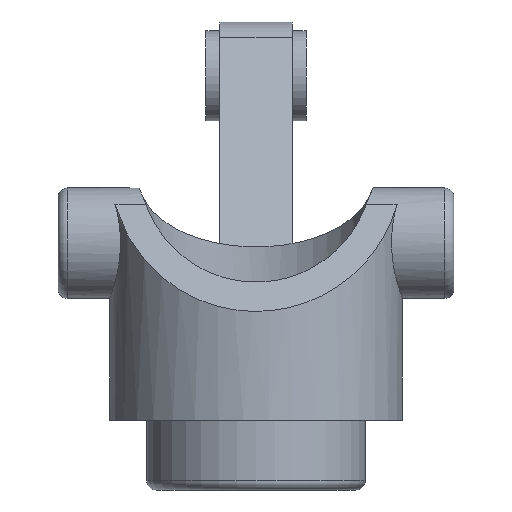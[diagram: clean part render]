
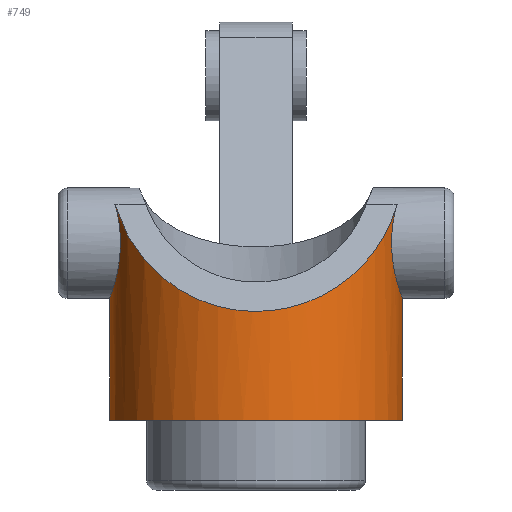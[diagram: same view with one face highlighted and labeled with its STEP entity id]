
A CAD part, front view. The second image highlights one B-rep face of the part: STEP entity #749.
In plain terms, the highlighted cylindrical face has radius 7.875 mm (diameter 15.75 mm), a partial arc.
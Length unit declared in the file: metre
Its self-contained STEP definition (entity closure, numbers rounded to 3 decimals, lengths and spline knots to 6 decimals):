
#37=ELLIPSE('',#813,0.009093,0.007875);
#38=ELLIPSE('',#814,0.011137,0.007875);
#39=ELLIPSE('',#815,0.009093,0.007875);
#42=B_SPLINE_CURVE_WITH_KNOTS('',3,(#1155,#1156,#1157,#1158),
 .UNSPECIFIED.,.F.,.F.,(4,4),(0.,0.001652),
 .UNSPECIFIED.);
#43=B_SPLINE_CURVE_WITH_KNOTS('',3,(#1162,#1163,#1164,#1165,#1166,#1167,
#1168,#1169,#1170,#1171,#1172),.UNSPECIFIED.,.F.,.F.,(4,1,1,1,1,1,1,1,4),
(0.001558,0.003417,0.005276,0.007135,
0.008994,0.010852,0.012711,0.01457,
0.016429),.UNSPECIFIED.);
#44=B_SPLINE_CURVE_WITH_KNOTS('',3,(#1176,#1177,#1178,#1179,#1180,#1181,
#1182,#1183,#1184,#1185,#1186),.UNSPECIFIED.,.F.,.F.,(4,1,1,1,1,1,1,1,4),
(0.001558,0.003417,0.005276,0.007135,
0.008994,0.010852,0.012711,0.01457,
0.016429),.UNSPECIFIED.);
#45=B_SPLINE_CURVE_WITH_KNOTS('',3,(#1190,#1191,#1192,#1193),
 .UNSPECIFIED.,.F.,.F.,(4,4),(0.,0.001652),
 .UNSPECIFIED.);
#52=LINE('',#1153,#96);
#53=LINE('',#1195,#97);
#96=VECTOR('',#914,1.);
#97=VECTOR('',#921,1.);
#140=ORIENTED_EDGE('',*,*,#344,.T.);
#141=ORIENTED_EDGE('',*,*,#345,.T.);
#142=ORIENTED_EDGE('',*,*,#346,.T.);
#143=ORIENTED_EDGE('',*,*,#347,.T.);
#144=ORIENTED_EDGE('',*,*,#348,.T.);
#145=ORIENTED_EDGE('',*,*,#349,.T.);
#146=ORIENTED_EDGE('',*,*,#350,.F.);
#147=ORIENTED_EDGE('',*,*,#351,.F.);
#148=ORIENTED_EDGE('',*,*,#352,.F.);
#149=ORIENTED_EDGE('',*,*,#353,.F.);
#344=EDGE_CURVE('',#446,#447,#522,.T.);
#345=EDGE_CURVE('',#447,#448,#52,.T.);
#346=EDGE_CURVE('',#448,#449,#42,.T.);
#347=EDGE_CURVE('',#449,#450,#37,.F.);
#348=EDGE_CURVE('',#450,#451,#43,.T.);
#349=EDGE_CURVE('',#451,#452,#38,.F.);
#350=EDGE_CURVE('',#453,#452,#44,.T.);
#351=EDGE_CURVE('',#454,#453,#39,.F.);
#352=EDGE_CURVE('',#455,#454,#45,.T.);
#353=EDGE_CURVE('',#446,#455,#53,.T.);
#446=VERTEX_POINT('',#1151);
#447=VERTEX_POINT('',#1152);
#448=VERTEX_POINT('',#1154);
#449=VERTEX_POINT('',#1159);
#450=VERTEX_POINT('',#1161);
#451=VERTEX_POINT('',#1173);
#452=VERTEX_POINT('',#1175);
#453=VERTEX_POINT('',#1187);
#454=VERTEX_POINT('',#1189);
#455=VERTEX_POINT('',#1194);
#522=CIRCLE('',#812,0.007875);
#565=EDGE_LOOP('',(#140,#141,#142,#143,#144,#145,#146,#147,#148,#149));
#645=FACE_BOUND('',#565,.T.);
#725=CYLINDRICAL_SURFACE('',#811,0.007875);
#749=ADVANCED_FACE('',(#645),#725,.T.);
#811=AXIS2_PLACEMENT_3D('',#1149,#910,#911);
#812=AXIS2_PLACEMENT_3D('',#1150,#912,#913);
#813=AXIS2_PLACEMENT_3D('',#1160,#915,#916);
#814=AXIS2_PLACEMENT_3D('',#1174,#917,#918);
#815=AXIS2_PLACEMENT_3D('',#1188,#919,#920);
#910=DIRECTION('',(0.,0.,1.));
#911=DIRECTION('',(1.,0.,0.));
#912=DIRECTION('',(0.,0.,1.));
#913=DIRECTION('',(1.,0.,0.));
#914=DIRECTION('',(0.,0.,1.));
#915=DIRECTION('',(0.,0.5,0.866));
#916=DIRECTION('',(0.,-0.866,0.5));
#917=DIRECTION('',(0.,-0.707,0.707));
#918=DIRECTION('',(0.,0.707,0.707));
#919=DIRECTION('',(0.,-0.5,-0.866));
#920=DIRECTION('',(0.,-0.866,0.5));
#921=DIRECTION('',(0.,0.,1.));
#1149=CARTESIAN_POINT('',(0.,0.,0.004375));
#1150=CARTESIAN_POINT('',(0.,0.,0.));
#1151=CARTESIAN_POINT('',(-0.002304,0.007531,0.));
#1152=CARTESIAN_POINT('',(0.002304,0.007531,0.));
#1153=CARTESIAN_POINT('',(0.002304,0.007531,0.004375));
#1154=CARTESIAN_POINT('',(0.002304,0.007531,0.008796));
#1155=CARTESIAN_POINT('',(0.002304,0.007531,0.008796));
#1156=CARTESIAN_POINT('',(0.002836,0.007368,0.008803));
#1157=CARTESIAN_POINT('',(0.003343,0.007151,0.008832));
#1158=CARTESIAN_POINT('',(0.003815,0.006889,0.008983));
#1159=CARTESIAN_POINT('',(0.003815,0.006889,0.008983));
#1160=CARTESIAN_POINT('',(0.,0.,0.01296));
#1161=CARTESIAN_POINT('',(0.007733,0.001488,0.012101));
#1162=CARTESIAN_POINT('',(0.007733,0.001488,0.012101));
#1163=CARTESIAN_POINT('',(0.007631,0.002018,0.011795));
#1164=CARTESIAN_POINT('',(0.007342,0.002882,0.010854));
#1165=CARTESIAN_POINT('',(0.007232,0.003114,0.0089));
#1166=CARTESIAN_POINT('',(0.007616,0.002171,0.007216));
#1167=CARTESIAN_POINT('',(0.007944,0.000427,0.006377));
#1168=CARTESIAN_POINT('',(0.007796,-0.001507,0.006734));
#1169=CARTESIAN_POINT('',(0.007361,-0.002837,0.008107));
#1170=CARTESIAN_POINT('',(0.007223,-0.003134,0.010048));
#1171=CARTESIAN_POINT('',(0.007469,-0.002536,0.011196));
#1172=CARTESIAN_POINT('',(0.007589,-0.002104,0.011629));
#1173=CARTESIAN_POINT('',(0.007589,-0.002104,0.011629));
#1174=CARTESIAN_POINT('',(0.,0.,0.013732));
#1175=CARTESIAN_POINT('',(-0.007589,-0.002104,0.011629));
#1176=CARTESIAN_POINT('',(-0.007733,0.001488,0.012101));
#1177=CARTESIAN_POINT('',(-0.007631,0.002018,0.011795));
#1178=CARTESIAN_POINT('',(-0.007342,0.002882,0.010854));
#1179=CARTESIAN_POINT('',(-0.007232,0.003114,0.0089));
#1180=CARTESIAN_POINT('',(-0.007616,0.002171,0.007216));
#1181=CARTESIAN_POINT('',(-0.007944,0.000427,0.006377));
#1182=CARTESIAN_POINT('',(-0.007796,-0.001507,0.006734));
#1183=CARTESIAN_POINT('',(-0.007361,-0.002837,0.008107));
#1184=CARTESIAN_POINT('',(-0.007223,-0.003134,0.010048));
#1185=CARTESIAN_POINT('',(-0.007469,-0.002536,0.011196));
#1186=CARTESIAN_POINT('',(-0.007589,-0.002104,0.011629));
#1187=CARTESIAN_POINT('',(-0.007733,0.001488,0.012101));
#1188=CARTESIAN_POINT('',(0.,0.,0.01296));
#1189=CARTESIAN_POINT('',(-0.003815,0.006889,0.008983));
#1190=CARTESIAN_POINT('',(-0.002304,0.007531,0.008796));
#1191=CARTESIAN_POINT('',(-0.002836,0.007368,0.008803));
#1192=CARTESIAN_POINT('',(-0.003343,0.007151,0.008832));
#1193=CARTESIAN_POINT('',(-0.003815,0.006889,0.008983));
#1194=CARTESIAN_POINT('',(-0.002304,0.007531,0.008796));
#1195=CARTESIAN_POINT('',(-0.002304,0.007531,0.004375));
